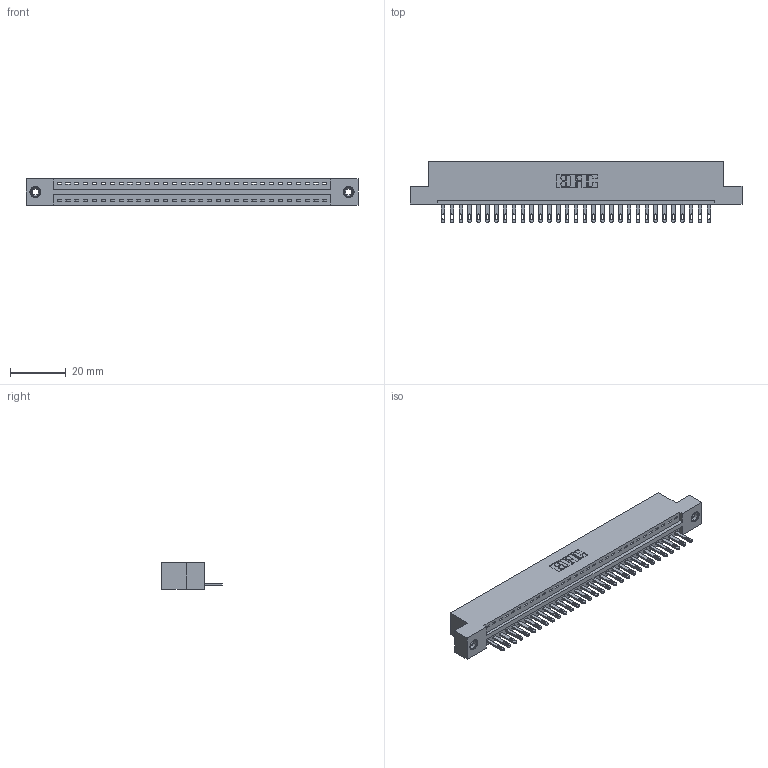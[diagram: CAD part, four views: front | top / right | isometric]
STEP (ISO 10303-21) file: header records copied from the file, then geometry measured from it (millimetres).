
FILE_DESCRIPTION (( 'STEP AP203' ), '1' );
FILE_NAME ('896-031-500-108.STEP', '2021-07-27T19:02:34', ( '' ), ( '' ), 'SwSTEP 2.0', 'SolidWorks 2020', '' );
FILE_SCHEMA (( 'CONFIG_CONTROL_DESIGN' ));
Length unit declared in the file: inch
Products named in the file (4): 846 Part_Flush Mounting Lugs - 0.156 Dia-TI; 896-031-500-108; 345-292-001_345-293-100; 345-250-001_345-250-003-102
Assembly tree (34 placements, depth 2):
  896-031-500-108
    846 Part_Flush Mounting Lugs - 0.156 Dia-TI
    345-292-001_345-293-100  x31
    345-250-001_345-250-003-102  x2
Bounding box: 119 x 21.84 x 9.4 mm (x, y, z)
Volume: 11327.7 mm3; surface area: 14133.5 mm2
Topology: 34 solids, 34 shells, 1856 faces, 5673 edges, 3774 vertices
Faces by surface type: plane 1162, cylinder 678, cone 12, torus 4
Entity records: 21836 total; most frequent: CARTESIAN_POINT 3728, ORIENTED_EDGE 3686, DIRECTION 3331, EDGE_CURVE 1843, LINE 1563, VECTOR 1563, VERTEX_POINT 1224, AXIS2_PLACEMENT_3D 884
